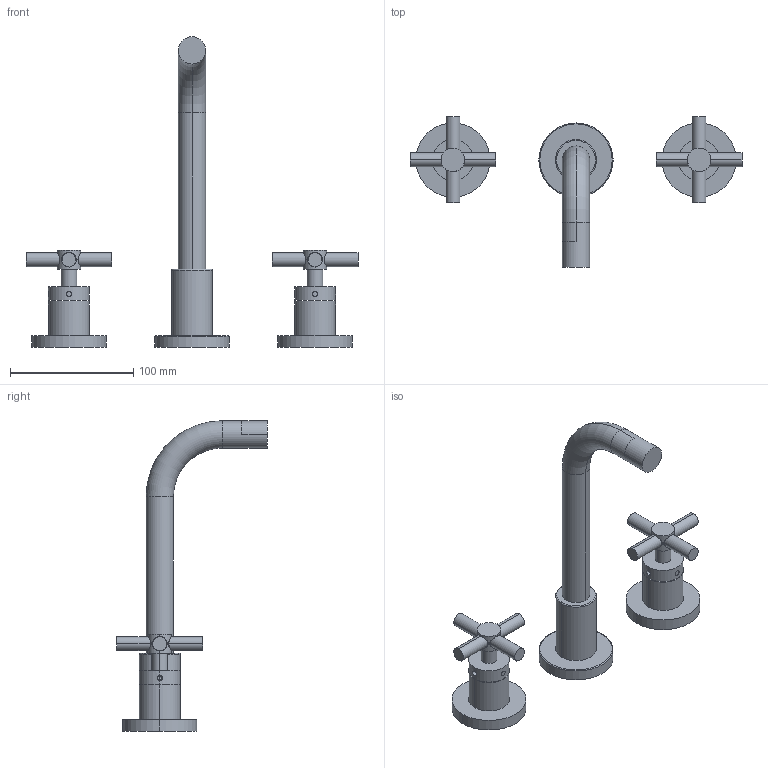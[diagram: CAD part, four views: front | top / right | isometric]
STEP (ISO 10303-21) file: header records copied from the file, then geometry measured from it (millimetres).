
FILE_DESCRIPTION((''),'2;1');
FILE_NAME('3-991_SW0001','2021-11-05T13:49:11',('gbazan'),(''),'CREO PARAMETRIC BY PTC INC, 2018400','CREO PARAMETRIC BY PTC INC, 2018400','');
FILE_SCHEMA(('CONFIG_CONTROL_DESIGN'));
Length unit declared in the file: inch
Products named in the file (1): 3-991_SW0001
Bounding box: 269.85 x 122.3 x 252.41 mm (x, y, z)
Volume: 323880.6 mm3; surface area: 69826.2 mm2
Topology: 5 solids, 5 shells, 252 faces, 618 edges, 396 vertices
Faces by surface type: cylinder 154, plane 42, bspline 42, cone 8, torus 6
Entity records: 22659 total; most frequent: CARTESIAN_POINT 17211, ORIENTED_EDGE 1236, DIRECTION 912, EDGE_CURVE 618, VERTEX_POINT 396, AXIS2_PLACEMENT_3D 348, EDGE_LOOP 272, B_SPLINE_CURVE_WITH_KNOTS 264
